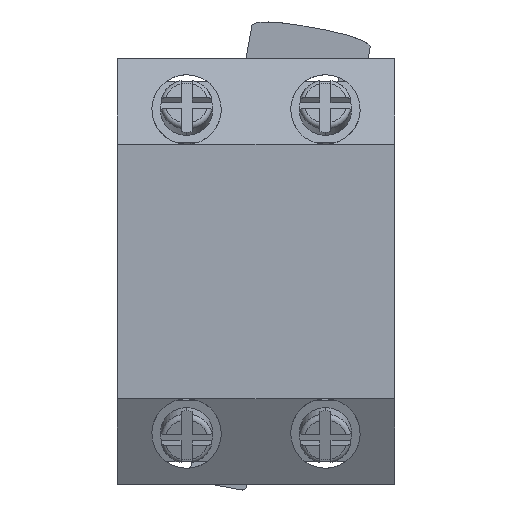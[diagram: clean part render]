
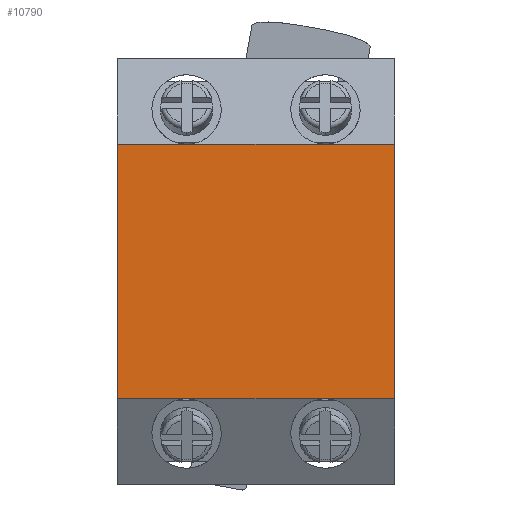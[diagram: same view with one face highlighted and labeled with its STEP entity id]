
A CAD part, front view. The second image highlights one B-rep face of the part: STEP entity #10790.
In plain terms, the highlighted planar face has unit normal (0, -1, 0).
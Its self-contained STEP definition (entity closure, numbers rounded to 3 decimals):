
#52 = CARTESIAN_POINT ( 'NONE',  ( 30., 0., -13.75 ) ) ;
#272 = ORIENTED_EDGE ( 'NONE', *, *, #3648, .F. ) ;
#347 = ORIENTED_EDGE ( 'NONE', *, *, #4081, .F. ) ;
#487 = VERTEX_POINT ( 'NONE', #2664 ) ;
#622 = VECTOR ( 'NONE', #8168, 1000. ) ;
#749 = VERTEX_POINT ( 'NONE', #5612 ) ;
#920 = CARTESIAN_POINT ( 'NONE',  ( 30., 0., 13.75 ) ) ;
#1016 = LINE ( 'NONE', #2104, #3518 ) ;
#1360 = VECTOR ( 'NONE', #4326, 1000. ) ;
#1545 = LINE ( 'NONE', #5383, #5759 ) ;
#1753 = ORIENTED_EDGE ( 'NONE', *, *, #9806, .T. ) ;
#2104 = CARTESIAN_POINT ( 'NONE',  ( 30., 0., -13.75 ) ) ;
#2166 = AXIS2_PLACEMENT_3D ( 'NONE', #5609, #7383, #8983 ) ;
#2258 = CARTESIAN_POINT ( 'NONE',  ( 30., 0., 13.75 ) ) ;
#2392 = ORIENTED_EDGE ( 'NONE', *, *, #9796, .F. ) ;
#2546 = CARTESIAN_POINT ( 'NONE',  ( 30., 0., -13.75 ) ) ;
#2664 = CARTESIAN_POINT ( 'NONE',  ( 22.5, 0., -13.75 ) ) ;
#2765 = VERTEX_POINT ( 'NONE', #6420 ) ;
#3329 = VERTEX_POINT ( 'NONE', #4710 ) ;
#3376 = EDGE_CURVE ( 'NONE', #3650, #749, #7808, .T. ) ;
#3518 = VECTOR ( 'NONE', #7199, 1000. ) ;
#3623 = ORIENTED_EDGE ( 'NONE', *, *, #8227, .T. ) ;
#3648 = EDGE_CURVE ( 'NONE', #8509, #8165, #4113, .T. ) ;
#3650 = VERTEX_POINT ( 'NONE', #10933 ) ;
#3786 = EDGE_CURVE ( 'NONE', #8509, #3329, #10895, .T. ) ;
#3840 = VECTOR ( 'NONE', #8512, 1000. ) ;
#4054 = LINE ( 'NONE', #2546, #6871 ) ;
#4081 = EDGE_CURVE ( 'NONE', #487, #7181, #4054, .T. ) ;
#4113 = LINE ( 'NONE', #6725, #3840 ) ;
#4326 = DIRECTION ( 'NONE',  ( -1., 0., 0. ) ) ;
#4574 = ORIENTED_EDGE ( 'NONE', *, *, #6266, .F. ) ;
#4710 = CARTESIAN_POINT ( 'NONE',  ( 22.5, 0., 13.75 ) ) ;
#4719 = PLANE ( 'NONE',  #2166 ) ;
#5383 = CARTESIAN_POINT ( 'NONE',  ( 0., 0., -13.75 ) ) ;
#5609 = CARTESIAN_POINT ( 'NONE',  ( 30., 0., -13.75 ) ) ;
#5612 = CARTESIAN_POINT ( 'NONE',  ( 0., 0., 13.75 ) ) ;
#5759 = VECTOR ( 'NONE', #7269, 1000. ) ;
#6085 = DIRECTION ( 'NONE',  ( -1., 0., 0. ) ) ;
#6266 = EDGE_CURVE ( 'NONE', #8165, #487, #6486, .T. ) ;
#6393 = CARTESIAN_POINT ( 'NONE',  ( 30., 0., 13.75 ) ) ;
#6420 = CARTESIAN_POINT ( 'NONE',  ( 0., 0., -13.75 ) ) ;
#6486 = LINE ( 'NONE', #52, #1360 ) ;
#6676 = FACE_OUTER_BOUND ( 'NONE', #8985, .T. ) ;
#6725 = CARTESIAN_POINT ( 'NONE',  ( 30., 0., -13.75 ) ) ;
#6765 = DIRECTION ( 'NONE',  ( -1., 0., 0. ) ) ;
#6813 = ORIENTED_EDGE ( 'NONE', *, *, #3786, .T. ) ;
#6831 = CARTESIAN_POINT ( 'NONE',  ( 7.5, 0., -13.75 ) ) ;
#6871 = VECTOR ( 'NONE', #6085, 1000. ) ;
#7181 = VERTEX_POINT ( 'NONE', #6831 ) ;
#7191 = CARTESIAN_POINT ( 'NONE',  ( 30., 0., 13.75 ) ) ;
#7199 = DIRECTION ( 'NONE',  ( -1., 0., 0. ) ) ;
#7269 = DIRECTION ( 'NONE',  ( 0., 0., -1. ) ) ;
#7374 = CARTESIAN_POINT ( 'NONE',  ( 30., 0., -13.75 ) ) ;
#7383 = DIRECTION ( 'NONE',  ( 0., 1., 0. ) ) ;
#7808 = LINE ( 'NONE', #7191, #8076 ) ;
#8076 = VECTOR ( 'NONE', #10561, 1000. ) ;
#8165 = VERTEX_POINT ( 'NONE', #7374 ) ;
#8168 = DIRECTION ( 'NONE',  ( -1., 0., 0. ) ) ;
#8227 = EDGE_CURVE ( 'NONE', #3329, #3650, #9474, .T. ) ;
#8509 = VERTEX_POINT ( 'NONE', #6393 ) ;
#8512 = DIRECTION ( 'NONE',  ( 0., 0., -1. ) ) ;
#8983 = DIRECTION ( 'NONE',  ( 0., 0., 1. ) ) ;
#8985 = EDGE_LOOP ( 'NONE', ( #1753, #2392, #347, #4574, #272, #6813, #3623, #10899 ) ) ;
#9218 = VECTOR ( 'NONE', #6765, 1000. ) ;
#9474 = LINE ( 'NONE', #920, #9218 ) ;
#9796 = EDGE_CURVE ( 'NONE', #7181, #2765, #1016, .T. ) ;
#9806 = EDGE_CURVE ( 'NONE', #749, #2765, #1545, .T. ) ;
#10561 = DIRECTION ( 'NONE',  ( -1., 0., 0. ) ) ;
#10790 = ADVANCED_FACE ( 'NONE', ( #6676 ), #4719, .F. ) ;
#10895 = LINE ( 'NONE', #2258, #622 ) ;
#10899 = ORIENTED_EDGE ( 'NONE', *, *, #3376, .T. ) ;
#10933 = CARTESIAN_POINT ( 'NONE',  ( 7.5, 0., 13.75 ) ) ;
